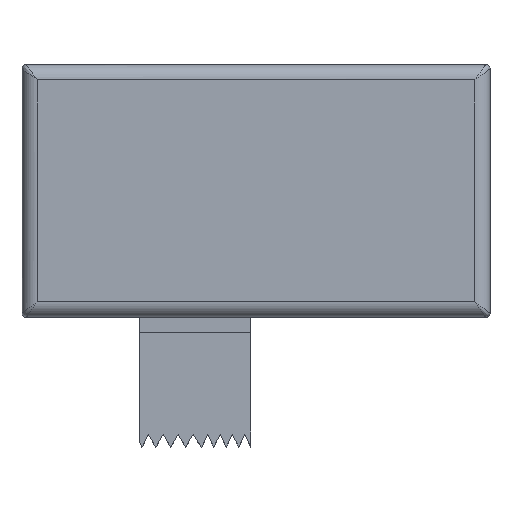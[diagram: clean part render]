
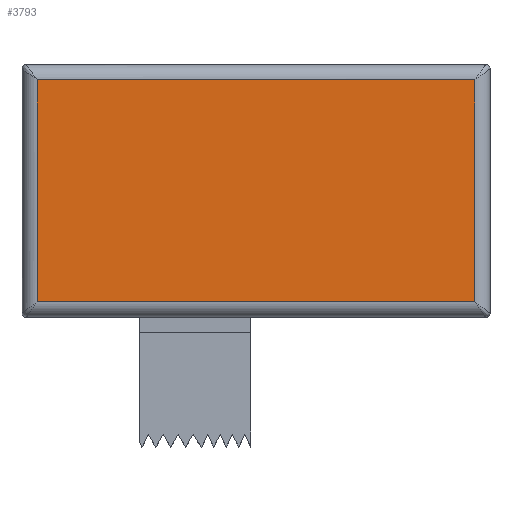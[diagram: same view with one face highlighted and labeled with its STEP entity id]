
A CAD part, top view. The second image highlights one B-rep face of the part: STEP entity #3793.
In plain terms, the highlighted planar face has unit normal (0, 0, 1).
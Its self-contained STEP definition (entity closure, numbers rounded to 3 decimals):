
#158=ORIENTED_EDGE('',*,*,#955,.T.);
#159=ORIENTED_EDGE('',*,*,#941,.T.);
#160=ORIENTED_EDGE('',*,*,#956,.T.);
#161=ORIENTED_EDGE('',*,*,#948,.T.);
#941=EDGE_CURVE('',#1342,#1341,#1611,.T.);
#948=EDGE_CURVE('',#1344,#1347,#1612,.F.);
#955=EDGE_CURVE('',#1347,#1342,#1614,.T.);
#956=EDGE_CURVE('',#1341,#1344,#1615,.T.);
#1341=VERTEX_POINT('',#4946);
#1342=VERTEX_POINT('',#4948);
#1344=VERTEX_POINT('',#4984);
#1347=VERTEX_POINT('',#4991);
#1611=LINE('',#4947,#1964);
#1612=LINE('',#4990,#1965);
#1614=LINE('',#5032,#1967);
#1615=LINE('',#5033,#1968);
#1964=VECTOR('',#4180,1000.);
#1965=VECTOR('',#4195,1000.);
#1967=VECTOR('',#4209,1000.);
#1968=VECTOR('',#4210,1000.);
#2302=EDGE_LOOP('',(#158,#159,#160,#161));
#2461=FACE_BOUND('',#2302,.T.);
#2613=PLANE('',#3956);
#3793=ADVANCED_FACE('',(#2461),#2613,.T.);
#3956=AXIS2_PLACEMENT_3D('',#5031,#4207,#4208);
#4180=DIRECTION('',(0.,1.,0.));
#4195=DIRECTION('',(0.,1.,0.));
#4207=DIRECTION('',(0.,0.,1.));
#4208=DIRECTION('',(1.,0.,0.));
#4209=DIRECTION('',(1.,0.,0.));
#4210=DIRECTION('',(-1.,0.,0.));
#4946=CARTESIAN_POINT('',(5.888,2.988,7.8));
#4947=CARTESIAN_POINT('',(5.888,-3.4,7.8));
#4948=CARTESIAN_POINT('',(5.888,-2.988,7.8));
#4984=CARTESIAN_POINT('',(-5.888,2.988,7.8));
#4990=CARTESIAN_POINT('',(-5.888,-3.4,7.8));
#4991=CARTESIAN_POINT('',(-5.888,-2.988,7.8));
#5031=CARTESIAN_POINT('',(-6.1,-3.4,7.8));
#5032=CARTESIAN_POINT('',(-6.1,-2.988,7.8));
#5033=CARTESIAN_POINT('',(-6.1,2.988,7.8));
